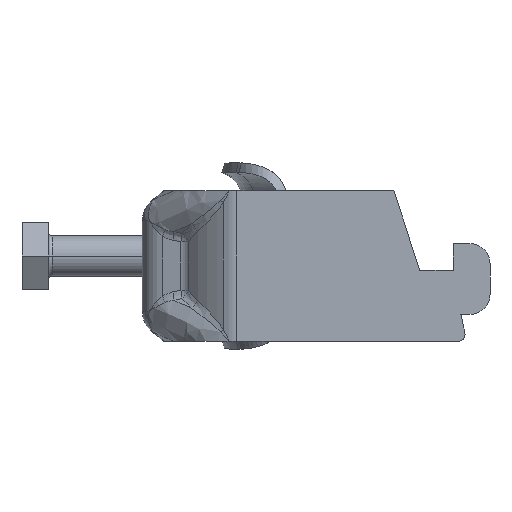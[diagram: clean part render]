
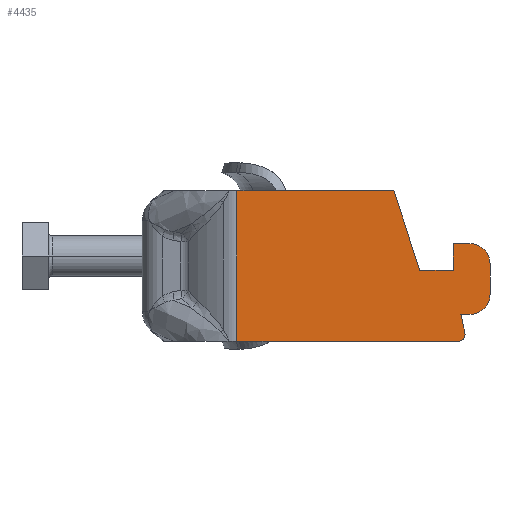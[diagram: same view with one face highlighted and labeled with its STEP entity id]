
A CAD part, left-side view. The second image highlights one B-rep face of the part: STEP entity #4435.
In plain terms, the highlighted planar face has unit normal (-1, 0, 0).
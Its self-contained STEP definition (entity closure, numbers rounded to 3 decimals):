
#31 = DIRECTION ( 'NONE',  ( 0., 1., 0. ) ) ;
#78 = ORIENTED_EDGE ( 'NONE', *, *, #4958, .F. ) ;
#230 = EDGE_CURVE ( 'NONE', #2535, #2479, #6614, .T. ) ;
#460 = DIRECTION ( 'NONE',  ( 0., 1., 0. ) ) ;
#574 = VECTOR ( 'NONE', #8247, 1000. ) ;
#605 = VECTOR ( 'NONE', #5808, 1000. ) ;
#711 = DIRECTION ( 'NONE',  ( 1., 0., 0. ) ) ;
#815 = ORIENTED_EDGE ( 'NONE', *, *, #11794, .F. ) ;
#861 = PLANE ( 'NONE',  #11363 ) ;
#1003 = EDGE_CURVE ( 'NONE', #8300, #11655, #11099, .T. ) ;
#1018 = CIRCLE ( 'NONE', #13617, 3. ) ;
#1172 = ORIENTED_EDGE ( 'NONE', *, *, #5610, .T. ) ;
#1294 = CARTESIAN_POINT ( 'NONE',  ( -16.5, -37.633, 11.25 ) ) ;
#1311 = LINE ( 'NONE', #9127, #605 ) ;
#1421 = DIRECTION ( 'NONE',  ( 0., 1., 0. ) ) ;
#1429 = CARTESIAN_POINT ( 'NONE',  ( -16.5, -47.265, -10.25 ) ) ;
#1599 = CARTESIAN_POINT ( 'NONE',  ( -16.5, -14.152, 11.25 ) ) ;
#1631 = ORIENTED_EDGE ( 'NONE', *, *, #7959, .F. ) ;
#1712 = AXIS2_PLACEMENT_3D ( 'NONE', #9498, #711, #4070 ) ;
#1829 = DIRECTION ( 'NONE',  ( 1., 0., 0. ) ) ;
#2359 = CARTESIAN_POINT ( 'NONE',  ( -16.5, -49., 3.35 ) ) ;
#2412 = DIRECTION ( 'NONE',  ( 0., 1., 0. ) ) ;
#2450 = CARTESIAN_POINT ( 'NONE',  ( -16.5, -47.265, -11.25 ) ) ;
#2479 = VERTEX_POINT ( 'NONE', #6732 ) ;
#2535 = VERTEX_POINT ( 'NONE', #2450 ) ;
#2544 = CARTESIAN_POINT ( 'NONE',  ( -16.5, -97., 11.25 ) ) ;
#2555 = CARTESIAN_POINT ( 'NONE',  ( -16.5, -97., -7.25 ) ) ;
#2627 = CARTESIAN_POINT ( 'NONE',  ( -16.5, -41.5, -0.65 ) ) ;
#2717 = VERTEX_POINT ( 'NONE', #1294 ) ;
#2779 = CARTESIAN_POINT ( 'NONE',  ( -16.5, -46.5, 3.35 ) ) ;
#2876 = ORIENTED_EDGE ( 'NONE', *, *, #7662, .F. ) ;
#3067 = VERTEX_POINT ( 'NONE', #11846 ) ;
#3188 = CARTESIAN_POINT ( 'NONE',  ( -16.5, -49., -4.25 ) ) ;
#3192 = CARTESIAN_POINT ( 'NONE',  ( -16.5, -46.5, -0.65 ) ) ;
#3229 = DIRECTION ( 'NONE',  ( 0., -1., 0. ) ) ;
#3332 = DIRECTION ( 'NONE',  ( 1., 0., 0. ) ) ;
#3485 = ORIENTED_EDGE ( 'NONE', *, *, #11306, .F. ) ;
#3512 = VECTOR ( 'NONE', #5475, 1000. ) ;
#3532 = ORIENTED_EDGE ( 'NONE', *, *, #11507, .F. ) ;
#3801 = DIRECTION ( 'NONE',  ( 0., 1., 0. ) ) ;
#4070 = DIRECTION ( 'NONE',  ( 0., 1., 0. ) ) ;
#4140 = EDGE_CURVE ( 'NONE', #5191, #8300, #1018, .T. ) ;
#4150 = CARTESIAN_POINT ( 'NONE',  ( -16.5, -97., -0.65 ) ) ;
#4435 = ADVANCED_FACE ( 'NONE', ( #12677 ), #861, .F. ) ;
#4695 = VERTEX_POINT ( 'NONE', #3192 ) ;
#4816 = EDGE_CURVE ( 'NONE', #11655, #11876, #4998, .T. ) ;
#4958 = EDGE_CURVE ( 'NONE', #2479, #11569, #7527, .T. ) ;
#4998 = LINE ( 'NONE', #9305, #574 ) ;
#5043 = VECTOR ( 'NONE', #3801, 1000. ) ;
#5091 = EDGE_LOOP ( 'NONE', ( #1631, #1172, #78, #9760, #815, #11022, #7694, #7551, #7756, #3485, #2876, #3532, #9901 ) ) ;
#5191 = VERTEX_POINT ( 'NONE', #13936 ) ;
#5283 = AXIS2_PLACEMENT_3D ( 'NONE', #1429, #3332, #2412 ) ;
#5475 = DIRECTION ( 'NONE',  ( 0., 0., -1. ) ) ;
#5610 = EDGE_CURVE ( 'NONE', #2717, #11569, #13333, .T. ) ;
#5720 = CARTESIAN_POINT ( 'NONE',  ( -16.5, -49., -7.25 ) ) ;
#5730 = VECTOR ( 'NONE', #9150, 1000. ) ;
#5808 = DIRECTION ( 'NONE',  ( 0., -0.309, -0.951 ) ) ;
#5879 = EDGE_CURVE ( 'NONE', #9295, #4695, #9512, .T. ) ;
#6190 = CARTESIAN_POINT ( 'NONE',  ( -16.5, -97., -11.25 ) ) ;
#6328 = VECTOR ( 'NONE', #3229, 1000. ) ;
#6614 = LINE ( 'NONE', #6755, #5043 ) ;
#6732 = CARTESIAN_POINT ( 'NONE',  ( -16.5, -14.152, -11.25 ) ) ;
#6755 = CARTESIAN_POINT ( 'NONE',  ( -16.5, -97., -11.25 ) ) ;
#7095 = VECTOR ( 'NONE', #8722, 1000. ) ;
#7225 = VECTOR ( 'NONE', #1421, 1000. ) ;
#7411 = EDGE_CURVE ( 'NONE', #3067, #5191, #11758, .T. ) ;
#7527 = LINE ( 'NONE', #12756, #13099 ) ;
#7551 = ORIENTED_EDGE ( 'NONE', *, *, #4140, .F. ) ;
#7662 = EDGE_CURVE ( 'NONE', #9937, #12343, #10203, .T. ) ;
#7694 = ORIENTED_EDGE ( 'NONE', *, *, #1003, .F. ) ;
#7756 = ORIENTED_EDGE ( 'NONE', *, *, #7411, .F. ) ;
#7959 = EDGE_CURVE ( 'NONE', #2717, #9295, #1311, .T. ) ;
#8247 = DIRECTION ( 'NONE',  ( 0., -0.208, -0.978 ) ) ;
#8300 = VERTEX_POINT ( 'NONE', #5720 ) ;
#8471 = CARTESIAN_POINT ( 'NONE',  ( -16.5, -47.65, -7.25 ) ) ;
#8503 = LINE ( 'NONE', #13093, #7095 ) ;
#8722 = DIRECTION ( 'NONE',  ( 0., 0., 1. ) ) ;
#9127 = CARTESIAN_POINT ( 'NONE',  ( -16.5, -49.915, -26.549 ) ) ;
#9150 = DIRECTION ( 'NONE',  ( 0., -1., 0. ) ) ;
#9295 = VERTEX_POINT ( 'NONE', #2627 ) ;
#9305 = CARTESIAN_POINT ( 'NONE',  ( -16.5, -50.597, -21.113 ) ) ;
#9449 = DIRECTION ( 'NONE',  ( 0., 0., 1. ) ) ;
#9498 = CARTESIAN_POINT ( 'NONE',  ( -16.5, -49., 0.35 ) ) ;
#9512 = LINE ( 'NONE', #4150, #6328 ) ;
#9607 = DIRECTION ( 'NONE',  ( 1., 0., 0. ) ) ;
#9760 = ORIENTED_EDGE ( 'NONE', *, *, #230, .F. ) ;
#9901 = ORIENTED_EDGE ( 'NONE', *, *, #5879, .F. ) ;
#9937 = VERTEX_POINT ( 'NONE', #2779 ) ;
#10203 = LINE ( 'NONE', #12115, #5730 ) ;
#10879 = CARTESIAN_POINT ( 'NONE',  ( -16.5, -48.243, -10.042 ) ) ;
#11022 = ORIENTED_EDGE ( 'NONE', *, *, #4816, .F. ) ;
#11099 = LINE ( 'NONE', #2555, #11803 ) ;
#11306 = EDGE_CURVE ( 'NONE', #12343, #3067, #13422, .T. ) ;
#11363 = AXIS2_PLACEMENT_3D ( 'NONE', #6190, #1829, #12611 ) ;
#11376 = CIRCLE ( 'NONE', #5283, 1. ) ;
#11507 = EDGE_CURVE ( 'NONE', #4695, #9937, #8503, .T. ) ;
#11569 = VERTEX_POINT ( 'NONE', #1599 ) ;
#11655 = VERTEX_POINT ( 'NONE', #8471 ) ;
#11758 = LINE ( 'NONE', #11900, #3512 ) ;
#11794 = EDGE_CURVE ( 'NONE', #11876, #2535, #11376, .T. ) ;
#11803 = VECTOR ( 'NONE', #460, 1000. ) ;
#11846 = CARTESIAN_POINT ( 'NONE',  ( -16.5, -52., 0.35 ) ) ;
#11876 = VERTEX_POINT ( 'NONE', #10879 ) ;
#11900 = CARTESIAN_POINT ( 'NONE',  ( -16.5, -52., -11.25 ) ) ;
#12115 = CARTESIAN_POINT ( 'NONE',  ( -16.5, -97., 3.35 ) ) ;
#12343 = VERTEX_POINT ( 'NONE', #2359 ) ;
#12611 = DIRECTION ( 'NONE',  ( 0., 1., 0. ) ) ;
#12677 = FACE_OUTER_BOUND ( 'NONE', #5091, .T. ) ;
#12756 = CARTESIAN_POINT ( 'NONE',  ( -16.5, -14.152, -11.25 ) ) ;
#13093 = CARTESIAN_POINT ( 'NONE',  ( -16.5, -46.5, -11.25 ) ) ;
#13099 = VECTOR ( 'NONE', #9449, 1000. ) ;
#13333 = LINE ( 'NONE', #2544, #7225 ) ;
#13422 = CIRCLE ( 'NONE', #1712, 3. ) ;
#13617 = AXIS2_PLACEMENT_3D ( 'NONE', #3188, #9607, #31 ) ;
#13936 = CARTESIAN_POINT ( 'NONE',  ( -16.5, -52., -4.25 ) ) ;
